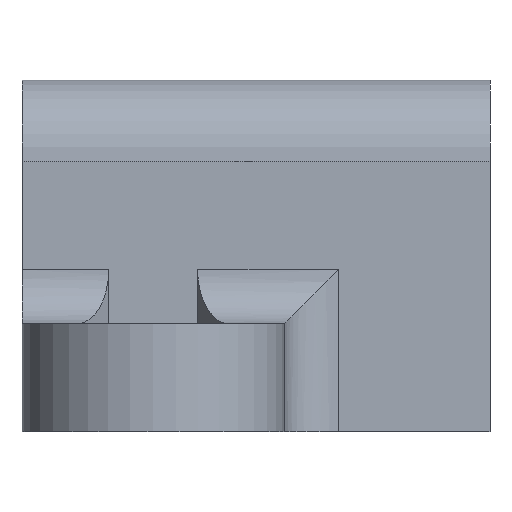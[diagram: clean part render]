
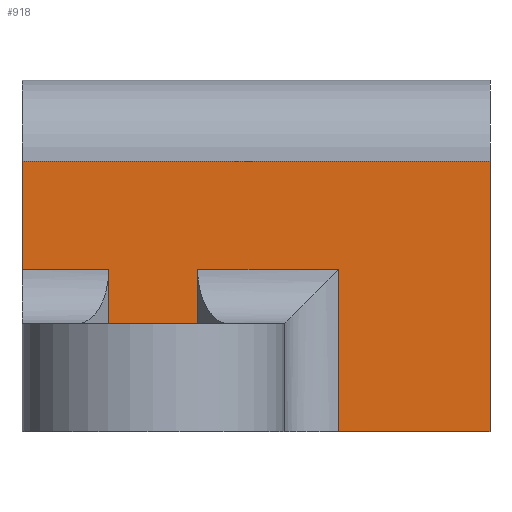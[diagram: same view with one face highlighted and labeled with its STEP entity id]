
A CAD part, front view. The second image highlights one B-rep face of the part: STEP entity #918.
In plain terms, the highlighted planar face has unit normal (0, -1, 0).
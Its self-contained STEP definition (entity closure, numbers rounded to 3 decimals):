
#52=FACE_OUTER_BOUND('',#100,.T.);
#100=EDGE_LOOP('',(#651,#652,#653,#654,#655,#656,#657,#658,#659,#660));
#166=LINE('',#1394,#272);
#168=LINE('',#1400,#274);
#169=LINE('',#1402,#275);
#170=LINE('',#1404,#276);
#171=LINE('',#1406,#277);
#172=LINE('',#1408,#278);
#173=LINE('',#1410,#279);
#174=LINE('',#1412,#280);
#175=LINE('',#1414,#281);
#176=LINE('',#1415,#282);
#272=VECTOR('',#1123,10.);
#274=VECTOR('',#1129,10.);
#275=VECTOR('',#1130,10.);
#276=VECTOR('',#1131,10.);
#277=VECTOR('',#1132,10.);
#278=VECTOR('',#1133,10.);
#279=VECTOR('',#1134,10.);
#280=VECTOR('',#1135,10.);
#281=VECTOR('',#1136,10.);
#282=VECTOR('',#1137,10.);
#403=VERTEX_POINT('',#1391);
#404=VERTEX_POINT('',#1393);
#406=VERTEX_POINT('',#1399);
#407=VERTEX_POINT('',#1401);
#408=VERTEX_POINT('',#1403);
#409=VERTEX_POINT('',#1405);
#410=VERTEX_POINT('',#1407);
#411=VERTEX_POINT('',#1409);
#412=VERTEX_POINT('',#1411);
#413=VERTEX_POINT('',#1413);
#501=EDGE_CURVE('',#403,#404,#166,.T.);
#504=EDGE_CURVE('',#403,#406,#168,.T.);
#505=EDGE_CURVE('',#406,#407,#169,.T.);
#506=EDGE_CURVE('',#407,#408,#170,.T.);
#507=EDGE_CURVE('',#409,#408,#171,.T.);
#508=EDGE_CURVE('',#410,#409,#172,.T.);
#509=EDGE_CURVE('',#411,#410,#173,.T.);
#510=EDGE_CURVE('',#412,#411,#174,.T.);
#511=EDGE_CURVE('',#412,#413,#175,.T.);
#512=EDGE_CURVE('',#413,#404,#176,.T.);
#651=ORIENTED_EDGE('',*,*,#501,.F.);
#652=ORIENTED_EDGE('',*,*,#504,.T.);
#653=ORIENTED_EDGE('',*,*,#505,.T.);
#654=ORIENTED_EDGE('',*,*,#506,.T.);
#655=ORIENTED_EDGE('',*,*,#507,.F.);
#656=ORIENTED_EDGE('',*,*,#508,.F.);
#657=ORIENTED_EDGE('',*,*,#509,.F.);
#658=ORIENTED_EDGE('',*,*,#510,.F.);
#659=ORIENTED_EDGE('',*,*,#511,.T.);
#660=ORIENTED_EDGE('',*,*,#512,.T.);
#882=PLANE('',#999);
#918=ADVANCED_FACE('',(#52),#882,.T.);
#999=AXIS2_PLACEMENT_3D('',#1398,#1127,#1128);
#1123=DIRECTION('',(-1.,0.,0.));
#1127=DIRECTION('center_axis',(0.,-1.,0.));
#1128=DIRECTION('ref_axis',(0.,0.,1.));
#1129=DIRECTION('',(0.,0.,-1.));
#1130=DIRECTION('',(1.,0.,0.));
#1131=DIRECTION('',(0.,0.,1.));
#1132=DIRECTION('',(-1.,0.,0.));
#1133=DIRECTION('',(0.,0.,1.));
#1134=DIRECTION('',(-1.,0.,0.));
#1135=DIRECTION('',(0.,0.,-1.));
#1136=DIRECTION('',(-1.,0.,0.));
#1137=DIRECTION('',(0.,0.,-1.));
#1391=CARTESIAN_POINT('',(3.205,-9.,6.));
#1393=CARTESIAN_POINT('',(0.,-9.,6.));
#1394=CARTESIAN_POINT('',(11.075,-9.,6.));
#1398=CARTESIAN_POINT('Origin',(17.3,-9.,0.));
#1399=CARTESIAN_POINT('',(3.205,-9.,2.));
#1400=CARTESIAN_POINT('',(3.205,-9.,0.));
#1401=CARTESIAN_POINT('',(6.495,-9.,2.));
#1402=CARTESIAN_POINT('',(11.075,-9.,2.));
#1403=CARTESIAN_POINT('',(6.495,-9.,6.));
#1404=CARTESIAN_POINT('',(6.495,-9.,0.));
#1405=CARTESIAN_POINT('',(11.7,-9.,6.));
#1406=CARTESIAN_POINT('',(11.075,-9.,6.));
#1407=CARTESIAN_POINT('',(11.7,-9.,0.));
#1408=CARTESIAN_POINT('',(11.7,-9.,0.));
#1409=CARTESIAN_POINT('',(17.3,-9.,0.));
#1410=CARTESIAN_POINT('',(17.3,-9.,0.));
#1411=CARTESIAN_POINT('',(17.3,-9.,10.));
#1412=CARTESIAN_POINT('',(17.3,-9.,10.));
#1413=CARTESIAN_POINT('',(0.,-9.,10.));
#1414=CARTESIAN_POINT('',(17.3,-9.,10.));
#1415=CARTESIAN_POINT('',(0.,-9.,3.25));
